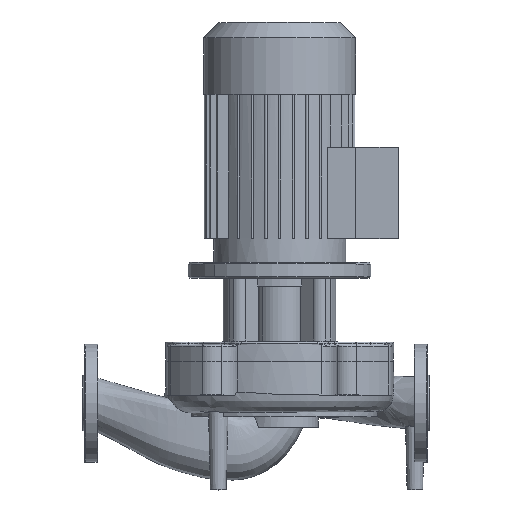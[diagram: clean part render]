
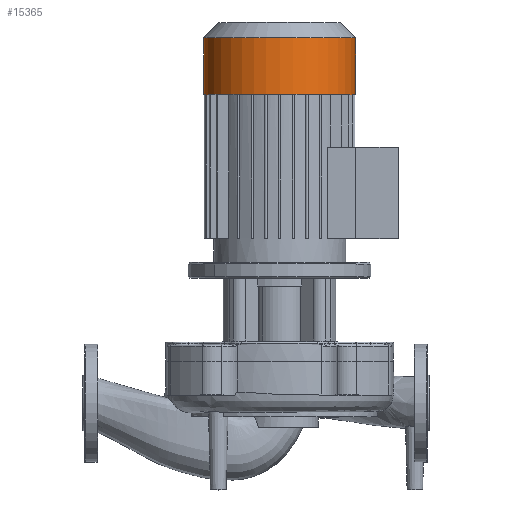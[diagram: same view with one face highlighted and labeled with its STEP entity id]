
A CAD part, top view. The second image highlights one B-rep face of the part: STEP entity #15365.
In plain terms, the highlighted cylindrical face has radius 96.5 mm (diameter 193 mm), a partial arc.
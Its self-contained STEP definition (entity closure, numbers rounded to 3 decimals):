
#10971=CARTESIAN_POINT('',(346.5,392.5,0.0));
#10972=VERTEX_POINT('',#10971);
#10973=CARTESIAN_POINT('',(346.5,464.7,0.0));
#10974=VERTEX_POINT('',#10973);
#10975=CARTESIAN_POINT('',(346.5,392.5,0.0));
#10976=DIRECTION('',(0.0,1.0,0.0));
#10977=VECTOR('',#10976,72.2);
#10978=LINE('',#10975,#10977);
#10979=EDGE_CURVE('',#10972,#10974,#10978,.T.);
#10981=CARTESIAN_POINT('',(153.5,392.5,0.));
#10982=VERTEX_POINT('',#10981);
#10990=CARTESIAN_POINT('',(153.5,464.7,0.));
#10991=VERTEX_POINT('',#10990);
#10992=CARTESIAN_POINT('',(153.5,392.5,0.));
#10993=DIRECTION('',(0.0,1.0,0.0));
#10994=VECTOR('',#10993,72.2);
#10995=LINE('',#10992,#10994);
#10996=EDGE_CURVE('',#10982,#10991,#10995,.T.);
#13914=CARTESIAN_POINT('',(250.0,392.5,0.0));
#13915=DIRECTION('',(0.0,1.0,0.0));
#13916=DIRECTION('',(1.0,0.0,0.0));
#13917=AXIS2_PLACEMENT_3D('',#13914,#13915,#13916);
#13918=CIRCLE('',#13917,96.5);
#13919=EDGE_CURVE('',#10982,#10972,#13918,.T.);
#15344=CARTESIAN_POINT('',(250.0,464.7,0.0));
#15345=DIRECTION('',(0.0,1.0,0.0));
#15346=DIRECTION('',(1.0,0.0,0.0));
#15347=AXIS2_PLACEMENT_3D('',#15344,#15345,#15346);
#15348=CIRCLE('',#15347,96.5);
#15349=EDGE_CURVE('',#10991,#10974,#15348,.T.);
#15354=CARTESIAN_POINT('',(250.0,484.0,0.0));
#15355=DIRECTION('',(0.0,-1.0,0.0));
#15356=DIRECTION('',(1.0,0.0,0.0));
#15357=AXIS2_PLACEMENT_3D('',#15354,#15355,#15356);
#15358=CYLINDRICAL_SURFACE('',#15357,96.5);
#15359=ORIENTED_EDGE('',*,*,#10979,.T.);
#15360=ORIENTED_EDGE('',*,*,#15349,.F.);
#15361=ORIENTED_EDGE('',*,*,#10996,.F.);
#15362=ORIENTED_EDGE('',*,*,#13919,.T.);
#15363=EDGE_LOOP('',(#15359,#15360,#15361,#15362));
#15364=FACE_OUTER_BOUND('',#15363,.T.);
#15365=ADVANCED_FACE('',(#15364),#15358,.T.);
